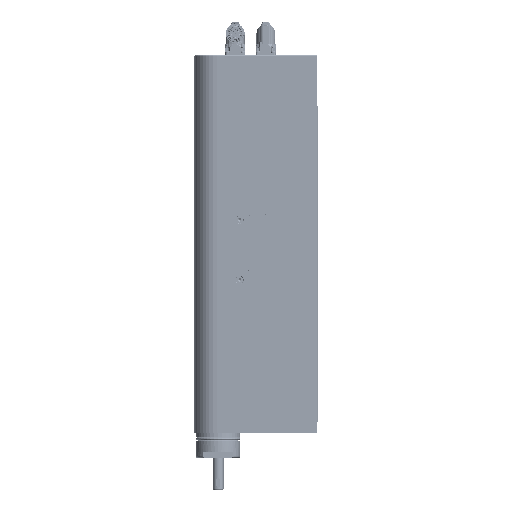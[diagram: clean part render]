
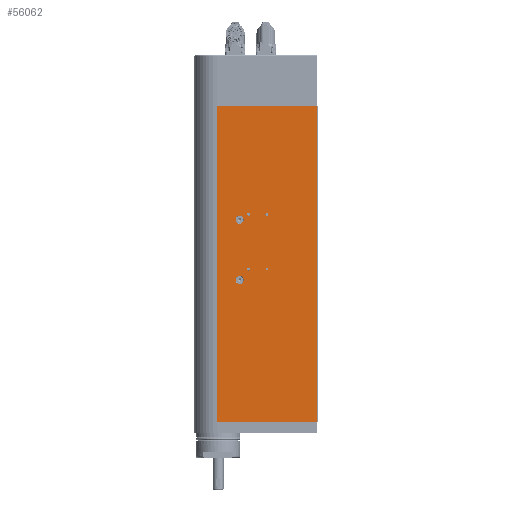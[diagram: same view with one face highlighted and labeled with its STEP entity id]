
A CAD part, front view. The second image highlights one B-rep face of the part: STEP entity #56062.
In plain terms, the highlighted planar face has unit normal (0, -1, 0).
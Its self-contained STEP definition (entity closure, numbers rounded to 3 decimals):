
#5759 = CIRCLE ( 'NONE', #158424, 1.65 ) ;
#9427 = CARTESIAN_POINT ( 'NONE',  ( 67., -25., 347. ) ) ;
#11129 = LINE ( 'NONE', #23719, #80650 ) ;
#11153 = CIRCLE ( 'NONE', #111998, 1.65 ) ;
#13782 = VERTEX_POINT ( 'NONE', #87710 ) ;
#14585 = CARTESIAN_POINT ( 'NONE',  ( -67.5, -25., 347. ) ) ;
#15464 = DIRECTION ( 'NONE',  ( 1., 0., 0. ) ) ;
#19161 = AXIS2_PLACEMENT_3D ( 'NONE', #151676, #28032, #130776 ) ;
#20559 = EDGE_CURVE ( 'NONE', #145487, #26791, #121393, .T. ) ;
#23476 = DIRECTION ( 'NONE',  ( 0., -1., 0. ) ) ;
#23719 = CARTESIAN_POINT ( 'NONE',  ( -42.5, -25., 347. ) ) ;
#26791 = VERTEX_POINT ( 'NONE', #9427 ) ;
#27139 = FACE_BOUND ( 'NONE', #59055, .T. ) ;
#28032 = DIRECTION ( 'NONE',  ( 0., 1., 0. ) ) ;
#33388 = EDGE_CURVE ( 'NONE', #132029, #132029, #104419, .T. ) ;
#33502 = VERTEX_POINT ( 'NONE', #103908 ) ;
#35279 = VERTEX_POINT ( 'NONE', #88609 ) ;
#35472 = EDGE_CURVE ( 'NONE', #113517, #145487, #163747, .T. ) ;
#36409 = ORIENTED_EDGE ( 'NONE', *, *, #41323, .F. ) ;
#38382 = CIRCLE ( 'NONE', #75885, 1.65 ) ;
#39681 = DIRECTION ( 'NONE',  ( 0., -1., 0. ) ) ;
#41236 = ORIENTED_EDGE ( 'NONE', *, *, #20559, .T. ) ;
#41323 = EDGE_CURVE ( 'NONE', #13782, #13782, #151835, .T. ) ;
#41571 = FACE_OUTER_BOUND ( 'NONE', #149956, .T. ) ;
#41711 = DIRECTION ( 'NONE',  ( 0., 0., -1. ) ) ;
#43549 = CARTESIAN_POINT ( 'NONE',  ( 12., -25., 168. ) ) ;
#45086 = EDGE_LOOP ( 'NONE', ( #36409 ) ) ;
#47888 = VERTEX_POINT ( 'NONE', #48781 ) ;
#48781 = CARTESIAN_POINT ( 'NONE',  ( -18., -25., 151.6 ) ) ;
#49347 = EDGE_CURVE ( 'NONE', #33502, #33502, #5759, .T. ) ;
#50219 = EDGE_CURVE ( 'NONE', #35279, #35279, #38382, .T. ) ;
#52525 = CARTESIAN_POINT ( 'NONE',  ( -8., -25., 228. ) ) ;
#56062 = ADVANCED_FACE ( 'NONE', ( #27139, #82248, #137194, #68700, #123733, #165226, #41571 ), #96682, .F. ) ;
#59055 = EDGE_LOOP ( 'NONE', ( #70341 ) ) ;
#61904 = EDGE_LOOP ( 'NONE', ( #76112 ) ) ;
#65806 = DIRECTION ( 'NONE',  ( 0., 0., -1. ) ) ;
#66551 = EDGE_CURVE ( 'NONE', #126506, #26791, #126427, .T. ) ;
#67787 = EDGE_LOOP ( 'NONE', ( #171603 ) ) ;
#68022 = DIRECTION ( 'NONE',  ( 0., -1., 0. ) ) ;
#68700 = FACE_BOUND ( 'NONE', #174731, .T. ) ;
#69434 = CIRCLE ( 'NONE', #176087, 4.4 ) ;
#70341 = ORIENTED_EDGE ( 'NONE', *, *, #174231, .F. ) ;
#74566 = VERTEX_POINT ( 'NONE', #152418 ) ;
#75485 = EDGE_LOOP ( 'NONE', ( #150879 ) ) ;
#75885 = AXIS2_PLACEMENT_3D ( 'NONE', #176074, #131847, #172507 ) ;
#76112 = ORIENTED_EDGE ( 'NONE', *, *, #165048, .F. ) ;
#76887 = CARTESIAN_POINT ( 'NONE',  ( 67., -25., 0. ) ) ;
#80290 = DIRECTION ( 'NONE',  ( 0., -1., 0. ) ) ;
#80650 = VECTOR ( 'NONE', #41711, 1000. ) ;
#81677 = VECTOR ( 'NONE', #95186, 1000. ) ;
#82248 = FACE_BOUND ( 'NONE', #75485, .T. ) ;
#87710 = CARTESIAN_POINT ( 'NONE',  ( -18., -25., 217.6 ) ) ;
#87920 = DIRECTION ( 'NONE',  ( 0., 0., -1. ) ) ;
#88369 = DIRECTION ( 'NONE',  ( 0., 0., -1. ) ) ;
#88609 = CARTESIAN_POINT ( 'NONE',  ( 12., -25., 226.35 ) ) ;
#91109 = CARTESIAN_POINT ( 'NONE',  ( -42.5, -25., 347. ) ) ;
#91400 = DIRECTION ( 'NONE',  ( 0., 0., -1. ) ) ;
#91455 = ORIENTED_EDGE ( 'NONE', *, *, #140606, .T. ) ;
#94170 = CARTESIAN_POINT ( 'NONE',  ( -42.5, -25., 0. ) ) ;
#95186 = DIRECTION ( 'NONE',  ( 1., 0., 0. ) ) ;
#96682 = PLANE ( 'NONE',  #19161 ) ;
#103908 = CARTESIAN_POINT ( 'NONE',  ( 12., -25., 166.35 ) ) ;
#104419 = CIRCLE ( 'NONE', #170622, 1.65 ) ;
#104919 = DIRECTION ( 'NONE',  ( 0., -1., 0. ) ) ;
#105640 = ORIENTED_EDGE ( 'NONE', *, *, #50219, .F. ) ;
#107203 = ORIENTED_EDGE ( 'NONE', *, *, #35472, .T. ) ;
#108323 = CARTESIAN_POINT ( 'NONE',  ( -8., -25., 168. ) ) ;
#111998 = AXIS2_PLACEMENT_3D ( 'NONE', #108323, #39681, #88369 ) ;
#113517 = VERTEX_POINT ( 'NONE', #94170 ) ;
#121393 = LINE ( 'NONE', #133079, #152145 ) ;
#123049 = DIRECTION ( 'NONE',  ( 0., 0., -1. ) ) ;
#123733 = FACE_BOUND ( 'NONE', #45086, .T. ) ;
#125254 = ORIENTED_EDGE ( 'NONE', *, *, #66551, .F. ) ;
#126427 = LINE ( 'NONE', #14585, #158940 ) ;
#126506 = VERTEX_POINT ( 'NONE', #91109 ) ;
#130776 = DIRECTION ( 'NONE',  ( 0., 0., 1. ) ) ;
#131847 = DIRECTION ( 'NONE',  ( 0., -1., 0. ) ) ;
#132029 = VERTEX_POINT ( 'NONE', #172699 ) ;
#133079 = CARTESIAN_POINT ( 'NONE',  ( 67., -25., 347. ) ) ;
#137194 = FACE_BOUND ( 'NONE', #67787, .T. ) ;
#138346 = CARTESIAN_POINT ( 'NONE',  ( -67.5, -25., 0. ) ) ;
#140606 = EDGE_CURVE ( 'NONE', #126506, #113517, #11129, .T. ) ;
#145487 = VERTEX_POINT ( 'NONE', #76887 ) ;
#147091 = CARTESIAN_POINT ( 'NONE',  ( -18., -25., 156. ) ) ;
#149956 = EDGE_LOOP ( 'NONE', ( #107203, #41236, #125254, #91455 ) ) ;
#150879 = ORIENTED_EDGE ( 'NONE', *, *, #33388, .F. ) ;
#151676 = CARTESIAN_POINT ( 'NONE',  ( -67.5, -25., 347. ) ) ;
#151835 = CIRCLE ( 'NONE', #163458, 4.4 ) ;
#152145 = VECTOR ( 'NONE', #177301, 1000. ) ;
#152418 = CARTESIAN_POINT ( 'NONE',  ( -8., -25., 166.35 ) ) ;
#158424 = AXIS2_PLACEMENT_3D ( 'NONE', #43549, #68022, #123049 ) ;
#158940 = VECTOR ( 'NONE', #15464, 1000. ) ;
#163458 = AXIS2_PLACEMENT_3D ( 'NONE', #174098, #80290, #65806 ) ;
#163747 = LINE ( 'NONE', #138346, #81677 ) ;
#165048 = EDGE_CURVE ( 'NONE', #47888, #47888, #69434, .T. ) ;
#165226 = FACE_BOUND ( 'NONE', #61904, .T. ) ;
#170622 = AXIS2_PLACEMENT_3D ( 'NONE', #52525, #104919, #91400 ) ;
#171603 = ORIENTED_EDGE ( 'NONE', *, *, #49347, .F. ) ;
#172507 = DIRECTION ( 'NONE',  ( 0., 0., -1. ) ) ;
#172699 = CARTESIAN_POINT ( 'NONE',  ( -8., -25., 226.35 ) ) ;
#174098 = CARTESIAN_POINT ( 'NONE',  ( -18., -25., 222. ) ) ;
#174231 = EDGE_CURVE ( 'NONE', #74566, #74566, #11153, .T. ) ;
#174731 = EDGE_LOOP ( 'NONE', ( #105640 ) ) ;
#176074 = CARTESIAN_POINT ( 'NONE',  ( 12., -25., 228. ) ) ;
#176087 = AXIS2_PLACEMENT_3D ( 'NONE', #147091, #23476, #87920 ) ;
#177301 = DIRECTION ( 'NONE',  ( 0., 0., 1. ) ) ;
